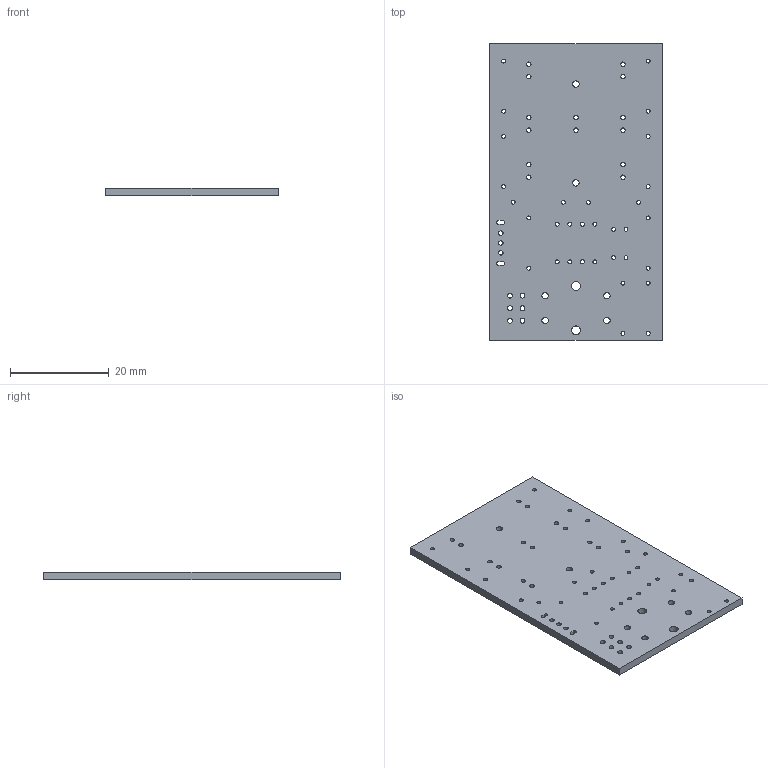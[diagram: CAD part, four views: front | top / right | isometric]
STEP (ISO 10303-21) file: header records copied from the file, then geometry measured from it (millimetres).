
FILE_DESCRIPTION(('KiCad electronic assembly'),'2;1');
FILE_NAME('FSEI_Wuerfel.step','2023-06-05T20:36:06',('Pcbnew'),('Kicad') ,'Open CASCADE STEP processor 7.6','KiCad to STEP converter','Unknown' );
FILE_SCHEMA(('AUTOMOTIVE_DESIGN { 1 0 10303 214 1 1 1 1 }'));
Length unit declared in the file: millimetre
Products named in the file (2): FSEI_Wuerfel 1; _autosave-FSEI_Wuerfel PCB
Assembly tree (1 placements, depth 2):
  FSEI_Wuerfel 1
    _autosave-FSEI_Wuerfel PCB
Bounding box: 35 x 60 x 1.6 mm (x, y, z)
Volume: 3284.8 mm3; surface area: 4716.4 mm2
Topology: 1 solids, 1 shells, 113 faces, 333 edges, 222 vertices
Faces by surface type: cylinder 63, plane 50
Full cylindrical faces by diameter (mm): 0.8 x32, 0.9 x14, 0.914 x3, 1 x6, 1.3 x6, 1.8 x2
Entity records: 8827 total; most frequent: CARTESIAN_POINT 2092, DIRECTION 1229, LINE 747, VECTOR 747, ORIENTED_EDGE 666, PCURVE 666, DEFINITIONAL_REPRESENTATION 666, EDGE_CURVE 333
